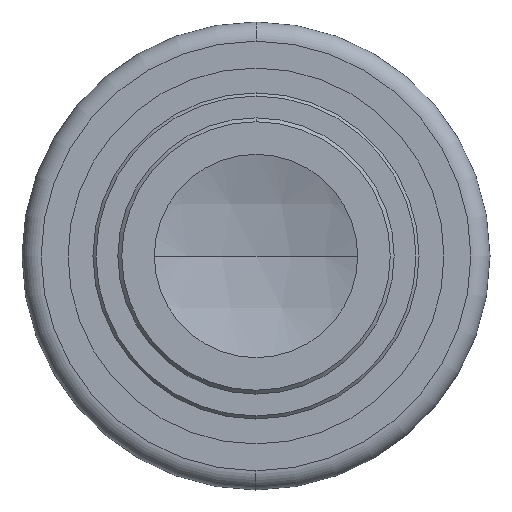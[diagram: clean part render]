
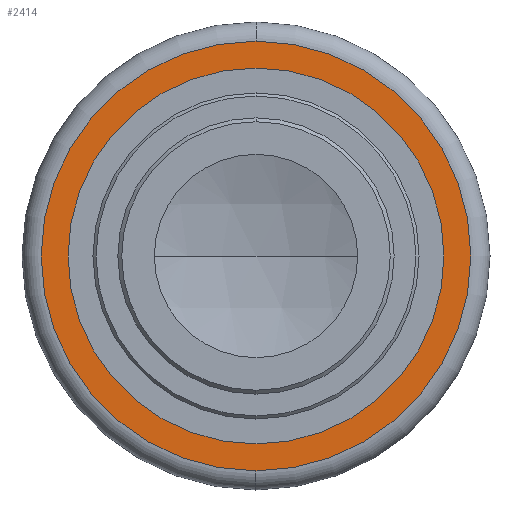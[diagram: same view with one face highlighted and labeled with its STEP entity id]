
A CAD part, left-side view. The second image highlights one B-rep face of the part: STEP entity #2414.
In plain terms, the highlighted face is planar.
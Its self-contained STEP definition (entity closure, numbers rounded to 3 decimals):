
#21 = FACE_BOUND ( 'NONE', #1801, .T. ) ;
#96 = VERTEX_POINT ( 'NONE', #2277 ) ;
#379 = VERTEX_POINT ( 'NONE', #2085 ) ;
#463 = ORIENTED_EDGE ( 'NONE', *, *, #3737, .T. ) ;
#535 = CARTESIAN_POINT ( 'NONE',  ( -1.5, 0., 0. ) ) ;
#792 = CIRCLE ( 'NONE', #2023, 49. ) ;
#968 = PLANE ( 'NONE',  #2156 ) ;
#1077 = ORIENTED_EDGE ( 'NONE', *, *, #1080, .T. ) ;
#1080 = EDGE_CURVE ( 'NONE', #96, #379, #1128, .T. ) ;
#1128 = CIRCLE ( 'NONE', #3285, 56. ) ;
#1330 = DIRECTION ( 'NONE',  ( 0., 0., -1. ) ) ;
#1339 = DIRECTION ( 'NONE',  ( -1., 0., 0. ) ) ;
#1404 = AXIS2_PLACEMENT_3D ( 'NONE', #535, #4138, #1491 ) ;
#1491 = DIRECTION ( 'NONE',  ( 0., 0., -1. ) ) ;
#1621 = ORIENTED_EDGE ( 'NONE', *, *, #2359, .T. ) ;
#1680 = CARTESIAN_POINT ( 'NONE',  ( -1.5, 0., 0. ) ) ;
#1764 = DIRECTION ( 'NONE',  ( 0., 0., 1. ) ) ;
#1801 = EDGE_LOOP ( 'NONE', ( #463, #1621 ) ) ;
#1925 = DIRECTION ( 'NONE',  ( 0., 0., -1. ) ) ;
#2023 = AXIS2_PLACEMENT_3D ( 'NONE', #2195, #3536, #1764 ) ;
#2085 = CARTESIAN_POINT ( 'NONE',  ( -1.5, 0., 56. ) ) ;
#2156 = AXIS2_PLACEMENT_3D ( 'NONE', #4252, #2632, #1925 ) ;
#2172 = CIRCLE ( 'NONE', #1404, 56. ) ;
#2195 = CARTESIAN_POINT ( 'NONE',  ( -1.5, 0., 0. ) ) ;
#2277 = CARTESIAN_POINT ( 'NONE',  ( -1.5, 0., -56. ) ) ;
#2310 = CARTESIAN_POINT ( 'NONE',  ( -1.5, 0., 0. ) ) ;
#2327 = AXIS2_PLACEMENT_3D ( 'NONE', #2310, #1339, #4270 ) ;
#2359 = EDGE_CURVE ( 'NONE', #3408, #2829, #3657, .T. ) ;
#2414 = ADVANCED_FACE ( 'NONE', ( #3948, #21 ), #968, .T. ) ;
#2632 = DIRECTION ( 'NONE',  ( 1., 0., 0. ) ) ;
#2735 = EDGE_CURVE ( 'NONE', #379, #96, #2172, .T. ) ;
#2829 = VERTEX_POINT ( 'NONE', #3211 ) ;
#3211 = CARTESIAN_POINT ( 'NONE',  ( -1.5, 0., 49. ) ) ;
#3285 = AXIS2_PLACEMENT_3D ( 'NONE', #1680, #3983, #1330 ) ;
#3377 = CARTESIAN_POINT ( 'NONE',  ( -1.5, 0., -49. ) ) ;
#3392 = EDGE_LOOP ( 'NONE', ( #1077, #3427 ) ) ;
#3408 = VERTEX_POINT ( 'NONE', #3377 ) ;
#3427 = ORIENTED_EDGE ( 'NONE', *, *, #2735, .T. ) ;
#3536 = DIRECTION ( 'NONE',  ( -1., 0., 0. ) ) ;
#3657 = CIRCLE ( 'NONE', #2327, 49. ) ;
#3737 = EDGE_CURVE ( 'NONE', #2829, #3408, #792, .T. ) ;
#3948 = FACE_OUTER_BOUND ( 'NONE', #3392, .T. ) ;
#3983 = DIRECTION ( 'NONE',  ( 1., 0., 0. ) ) ;
#4138 = DIRECTION ( 'NONE',  ( 1., 0., 0. ) ) ;
#4252 = CARTESIAN_POINT ( 'NONE',  ( -1.5, 61., 0. ) ) ;
#4270 = DIRECTION ( 'NONE',  ( 0., 0., 1. ) ) ;
